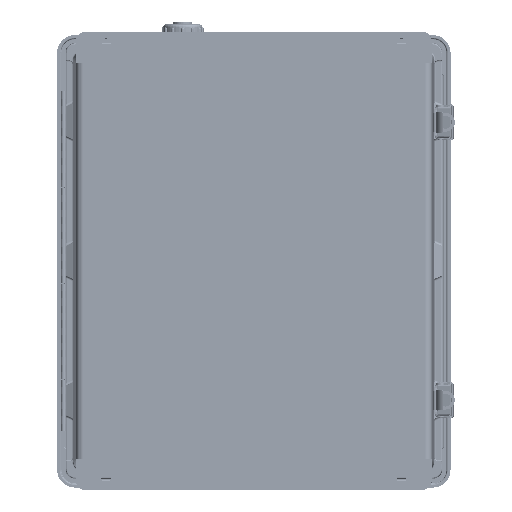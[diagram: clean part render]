
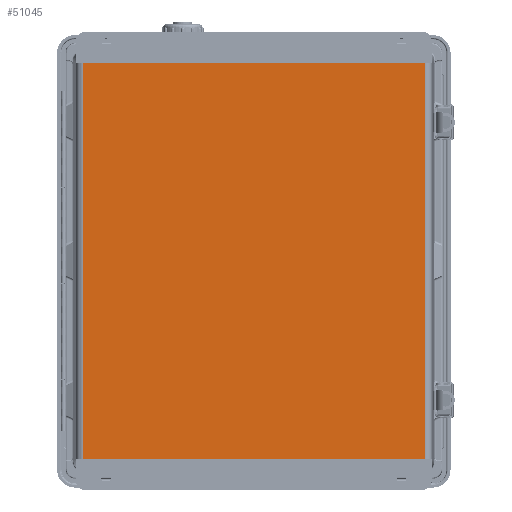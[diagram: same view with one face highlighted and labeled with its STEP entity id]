
A CAD part, front view. The second image highlights one B-rep face of the part: STEP entity #51045.
In plain terms, the highlighted planar face has unit normal (0, -1, 0).
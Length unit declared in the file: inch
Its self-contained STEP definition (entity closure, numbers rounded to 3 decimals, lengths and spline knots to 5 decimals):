
#1378 = VECTOR ( 'NONE', #1420, 39.37008 ) ;
#1420 = DIRECTION ( 'NONE',  ( -1., 0., 0. ) ) ;
#4116 = CARTESIAN_POINT ( 'NONE',  ( 6.11811, 0.05906, -14.4685 ) ) ;
#4166 = AXIS2_PLACEMENT_3D ( 'NONE', #51245, #66249, #21433 ) ;
#4360 = ORIENTED_EDGE ( 'NONE', *, *, #14710, .T. ) ;
#7610 = VECTOR ( 'NONE', #83352, 39.37008 ) ;
#11963 = FACE_OUTER_BOUND ( 'NONE', #14584, .T. ) ;
#12350 = LINE ( 'NONE', #4116, #89401 ) ;
#13876 = PLANE ( 'NONE',  #4166 ) ;
#14584 = EDGE_LOOP ( 'NONE', ( #60843, #64756, #84178, #4360 ) ) ;
#14710 = EDGE_CURVE ( 'NONE', #23676, #54391, #21347, .T. ) ;
#18771 = VERTEX_POINT ( 'NONE', #22192 ) ;
#19464 = CARTESIAN_POINT ( 'NONE',  ( 5.78771, 0.05906, -1.04331 ) ) ;
#21347 = LINE ( 'NONE', #52897, #1378 ) ;
#21433 = DIRECTION ( 'NONE',  ( 0., 0., 1. ) ) ;
#22192 = CARTESIAN_POINT ( 'NONE',  ( 5.78771, 0.05906, -14.4685 ) ) ;
#23676 = VERTEX_POINT ( 'NONE', #75211 ) ;
#31180 = CARTESIAN_POINT ( 'NONE',  ( -5.78771, 0.05906, -1.04331 ) ) ;
#42443 = CARTESIAN_POINT ( 'NONE',  ( -5.78771, 0.05906, -1.04331 ) ) ;
#49597 = DIRECTION ( 'NONE',  ( 0., 0., 1. ) ) ;
#51045 = ADVANCED_FACE ( 'NONE', ( #11963 ), #13876, .F. ) ;
#51245 = CARTESIAN_POINT ( 'NONE',  ( 6.11811, 0.05906, -1.04331 ) ) ;
#52897 = CARTESIAN_POINT ( 'NONE',  ( 6.11811, 0.05906, -1.04331 ) ) ;
#54391 = VERTEX_POINT ( 'NONE', #42443 ) ;
#54808 = EDGE_CURVE ( 'NONE', #18771, #23676, #81552, .T. ) ;
#56320 = VERTEX_POINT ( 'NONE', #79115 ) ;
#56565 = DIRECTION ( 'NONE',  ( -1., 0., 0. ) ) ;
#60843 = ORIENTED_EDGE ( 'NONE', *, *, #87195, .F. ) ;
#64756 = ORIENTED_EDGE ( 'NONE', *, *, #79381, .F. ) ;
#66249 = DIRECTION ( 'NONE',  ( 0., 1., 0. ) ) ;
#75211 = CARTESIAN_POINT ( 'NONE',  ( 5.78771, 0.05906, -1.04331 ) ) ;
#79115 = CARTESIAN_POINT ( 'NONE',  ( -5.78771, 0.05906, -14.4685 ) ) ;
#79381 = EDGE_CURVE ( 'NONE', #18771, #56320, #12350, .T. ) ;
#81552 = LINE ( 'NONE', #19464, #94317 ) ;
#83352 = DIRECTION ( 'NONE',  ( 0., 0., 1. ) ) ;
#84178 = ORIENTED_EDGE ( 'NONE', *, *, #54808, .T. ) ;
#87072 = LINE ( 'NONE', #31180, #7610 ) ;
#87195 = EDGE_CURVE ( 'NONE', #56320, #54391, #87072, .T. ) ;
#89401 = VECTOR ( 'NONE', #56565, 39.37008 ) ;
#94317 = VECTOR ( 'NONE', #49597, 39.37008 ) ;
